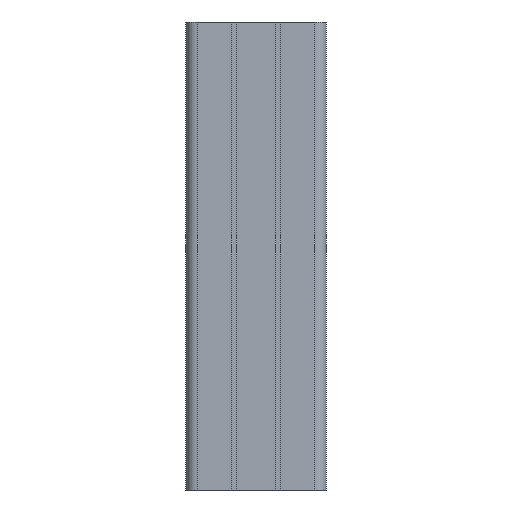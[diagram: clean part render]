
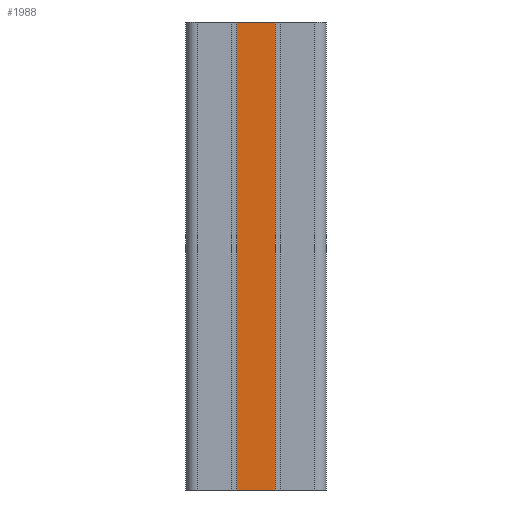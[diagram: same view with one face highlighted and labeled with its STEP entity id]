
A CAD part, front view. The second image highlights one B-rep face of the part: STEP entity #1988.
In plain terms, the highlighted planar face has unit normal (0, -1, 0).
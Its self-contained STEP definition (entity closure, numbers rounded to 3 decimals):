
#137=FACE_OUTER_BOUND('',#236,.T.);
#236=EDGE_LOOP('',(#1472,#1473,#1474,#1475));
#405=LINE('',#3018,#654);
#406=LINE('',#3021,#655);
#407=LINE('',#3023,#656);
#408=LINE('',#3024,#657);
#654=VECTOR('',#2472,10.);
#655=VECTOR('',#2475,10.);
#656=VECTOR('',#2476,10.);
#657=VECTOR('',#2477,10.);
#891=VERTEX_POINT('',#3014);
#892=VERTEX_POINT('',#3016);
#893=VERTEX_POINT('',#3020);
#894=VERTEX_POINT('',#3022);
#1133=EDGE_CURVE('',#891,#892,#405,.T.);
#1134=EDGE_CURVE('',#893,#891,#406,.T.);
#1135=EDGE_CURVE('',#894,#892,#407,.T.);
#1136=EDGE_CURVE('',#893,#894,#408,.T.);
#1472=ORIENTED_EDGE('',*,*,#1134,.T.);
#1473=ORIENTED_EDGE('',*,*,#1133,.T.);
#1474=ORIENTED_EDGE('',*,*,#1135,.F.);
#1475=ORIENTED_EDGE('',*,*,#1136,.F.);
#1892=PLANE('',#2137);
#1988=ADVANCED_FACE('',(#137),#1892,.T.);
#2137=AXIS2_PLACEMENT_3D('',#3019,#2473,#2474);
#2472=DIRECTION('',(0.,0.,1.));
#2473=DIRECTION('center_axis',(0.,-1.,0.));
#2474=DIRECTION('ref_axis',(1.,0.,0.));
#2475=DIRECTION('',(1.,0.,0.));
#2476=DIRECTION('',(1.,0.,0.));
#2477=DIRECTION('',(0.,0.,1.));
#3014=CARTESIAN_POINT('',(19.244,-35.788,0.));
#3016=CARTESIAN_POINT('',(19.244,-35.788,100.));
#3018=CARTESIAN_POINT('',(19.244,-35.788,0.));
#3019=CARTESIAN_POINT('Origin',(10.756,-35.788,0.));
#3020=CARTESIAN_POINT('',(10.756,-35.788,0.));
#3021=CARTESIAN_POINT('',(10.756,-35.788,0.));
#3022=CARTESIAN_POINT('',(10.756,-35.788,100.));
#3023=CARTESIAN_POINT('',(10.756,-35.788,100.));
#3024=CARTESIAN_POINT('',(10.756,-35.788,0.));
